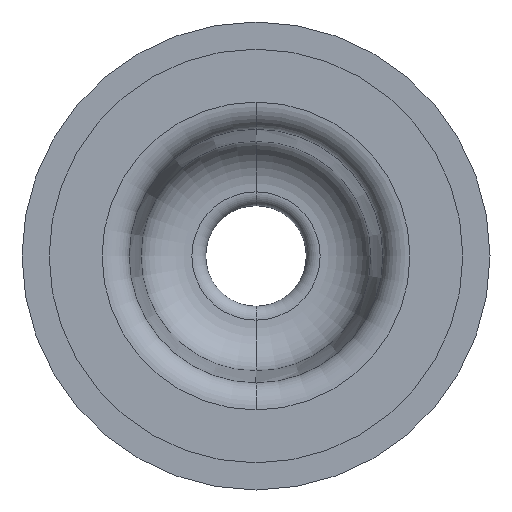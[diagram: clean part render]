
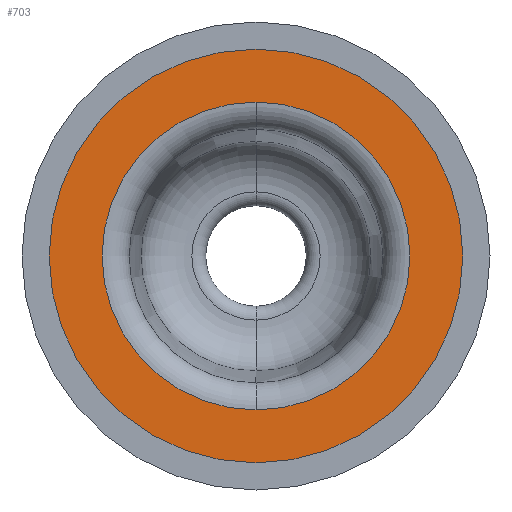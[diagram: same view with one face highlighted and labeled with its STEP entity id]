
A CAD part, front view. The second image highlights one B-rep face of the part: STEP entity #703.
In plain terms, the highlighted planar face has unit normal (0, -1, 0).
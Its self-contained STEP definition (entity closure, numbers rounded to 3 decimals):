
#12 = DIRECTION ( 'NONE',  ( 0., 1., 0. ) ) ;
#50 = DIRECTION ( 'NONE',  ( 0., 1., 0. ) ) ;
#65 = EDGE_CURVE ( 'NONE', #537, #89, #174, .T. ) ;
#72 = CARTESIAN_POINT ( 'NONE',  ( 0., 0.5, 0. ) ) ;
#89 = VERTEX_POINT ( 'NONE', #373 ) ;
#98 = EDGE_LOOP ( 'NONE', ( #707, #179 ) ) ;
#114 = DIRECTION ( 'NONE',  ( 0., 0., 1. ) ) ;
#121 = AXIS2_PLACEMENT_3D ( 'NONE', #621, #283, #232 ) ;
#170 = CIRCLE ( 'NONE', #121, 17.005 ) ;
#174 = CIRCLE ( 'NONE', #515, 22.85 ) ;
#179 = ORIENTED_EDGE ( 'NONE', *, *, #642, .T. ) ;
#189 = AXIS2_PLACEMENT_3D ( 'NONE', #72, #12, #403 ) ;
#232 = DIRECTION ( 'NONE',  ( 0., 0., 1. ) ) ;
#273 = CARTESIAN_POINT ( 'NONE',  ( 0., 0.5, -22.85 ) ) ;
#283 = DIRECTION ( 'NONE',  ( 0., 1., 0. ) ) ;
#314 = DIRECTION ( 'NONE',  ( 0., 0., 1. ) ) ;
#373 = CARTESIAN_POINT ( 'NONE',  ( 0., 0.5, 22.85 ) ) ;
#385 = ORIENTED_EDGE ( 'NONE', *, *, #407, .F. ) ;
#403 = DIRECTION ( 'NONE',  ( 0., 0., 1. ) ) ;
#405 = ORIENTED_EDGE ( 'NONE', *, *, #65, .F. ) ;
#407 = EDGE_CURVE ( 'NONE', #89, #537, #408, .T. ) ;
#408 = CIRCLE ( 'NONE', #684, 22.85 ) ;
#420 = DIRECTION ( 'NONE',  ( 0., 1., 0. ) ) ;
#425 = CIRCLE ( 'NONE', #549, 17.005 ) ;
#438 = VERTEX_POINT ( 'NONE', #666 ) ;
#442 = DIRECTION ( 'NONE',  ( 0., 1., 0. ) ) ;
#446 = VERTEX_POINT ( 'NONE', #615 ) ;
#492 = CARTESIAN_POINT ( 'NONE',  ( 0., 0.5, 0. ) ) ;
#515 = AXIS2_PLACEMENT_3D ( 'NONE', #705, #420, #644 ) ;
#526 = EDGE_LOOP ( 'NONE', ( #405, #385 ) ) ;
#537 = VERTEX_POINT ( 'NONE', #273 ) ;
#539 = FACE_BOUND ( 'NONE', #98, .T. ) ;
#540 = EDGE_CURVE ( 'NONE', #438, #446, #425, .T. ) ;
#549 = AXIS2_PLACEMENT_3D ( 'NONE', #669, #50, #114 ) ;
#572 = PLANE ( 'NONE',  #189 ) ;
#615 = CARTESIAN_POINT ( 'NONE',  ( 0., 0.5, -17.005 ) ) ;
#621 = CARTESIAN_POINT ( 'NONE',  ( 0., 0.5, 0. ) ) ;
#630 = FACE_OUTER_BOUND ( 'NONE', #526, .T. ) ;
#642 = EDGE_CURVE ( 'NONE', #446, #438, #170, .T. ) ;
#644 = DIRECTION ( 'NONE',  ( 0., 0., 1. ) ) ;
#666 = CARTESIAN_POINT ( 'NONE',  ( 0., 0.5, 17.005 ) ) ;
#669 = CARTESIAN_POINT ( 'NONE',  ( 0., 0.5, 0. ) ) ;
#684 = AXIS2_PLACEMENT_3D ( 'NONE', #492, #442, #314 ) ;
#703 = ADVANCED_FACE ( 'NONE', ( #539, #630 ), #572, .F. ) ;
#705 = CARTESIAN_POINT ( 'NONE',  ( 0., 0.5, 0. ) ) ;
#707 = ORIENTED_EDGE ( 'NONE', *, *, #540, .T. ) ;
